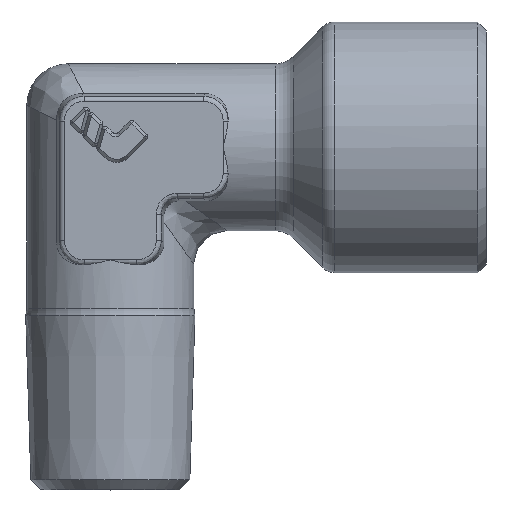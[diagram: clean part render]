
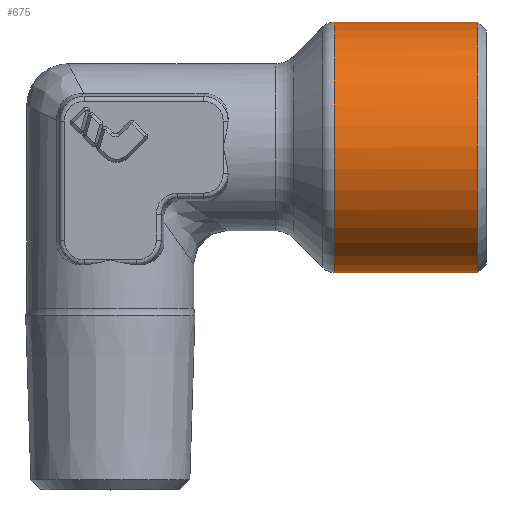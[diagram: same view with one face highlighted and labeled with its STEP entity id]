
A CAD part, top view. The second image highlights one B-rep face of the part: STEP entity #675.
In plain terms, the highlighted cylindrical face has radius 7.5 mm (diameter 15 mm), a partial arc.
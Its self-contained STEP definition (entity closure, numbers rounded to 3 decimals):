
#675=ADVANCED_FACE('',(#1420),#1421,.T.);
#1420=FACE_OUTER_BOUND('',#2704,.T.);
#1421=CYLINDRICAL_SURFACE('',#2705,7.5);
#2704=EDGE_LOOP('',(#5068,#5069,#5070,#5071,#5072));
#2705=AXIS2_PLACEMENT_3D('',#5073,#5074,#5075);
#5068=ORIENTED_EDGE('',*,*,#5827,.T.);
#5069=ORIENTED_EDGE('',*,*,#5633,.F.);
#5070=ORIENTED_EDGE('',*,*,#5830,.T.);
#5071=ORIENTED_EDGE('',*,*,#6372,.F.);
#5072=ORIENTED_EDGE('',*,*,#6376,.F.);
#5073=CARTESIAN_POINT('',(9.825,0.0,0.0));
#5074=DIRECTION('',(-1.0,-0.0,0.0));
#5075=DIRECTION('',(0.0,-1.0,0.0));
#5633=EDGE_CURVE('',#6608,#6610,#6611,.T.);
#5827=EDGE_CURVE('',#6956,#6610,#6957,.T.);
#5830=EDGE_CURVE('',#6608,#6960,#6962,.T.);
#6372=EDGE_CURVE('',#7773,#6960,#7775,.T.);
#6376=EDGE_CURVE('',#6956,#7773,#7779,.T.);
#6608=VERTEX_POINT('',#8043);
#6610=VERTEX_POINT('',#8046);
#6611=CIRCLE('',#8047,7.5);
#6956=VERTEX_POINT('',#8891);
#6957=LINE('',#8892,#8893);
#6960=VERTEX_POINT('',#8896);
#6962=LINE('',#8898,#8899);
#7773=VERTEX_POINT('',#10642);
#7775=CIRCLE('',#10644,7.5);
#7779=CIRCLE('',#10649,7.5);
#8043=CARTESIAN_POINT('',(22.0,7.5,0.0));
#8046=CARTESIAN_POINT('',(22.0,-7.5,0.));
#8047=AXIS2_PLACEMENT_3D('',#11436,#11437,#11438);
#8891=CARTESIAN_POINT('',(13.414,-7.5,0.));
#8892=CARTESIAN_POINT('',(17.707,-7.5,0.));
#8893=VECTOR('',#11632,1.0);
#8896=CARTESIAN_POINT('',(13.414,7.5,0.0));
#8898=CARTESIAN_POINT('',(17.707,7.5,0.));
#8899=VECTOR('',#11639,1.0);
#10642=CARTESIAN_POINT('',(13.414,7.5,0.078));
#10644=AXIS2_PLACEMENT_3D('',#12191,#12192,#12193);
#10649=AXIS2_PLACEMENT_3D('',#12195,#12196,#12197);
#11436=CARTESIAN_POINT('',(22.0,0.0,0.0));
#11437=DIRECTION('',(1.0,0.0,0.0));
#11438=DIRECTION('',(0.0,-1.0,0.0));
#11632=DIRECTION('',(1.0,-0.0,-0.0));
#11639=DIRECTION('',(-1.0,-0.0,-0.0));
#12191=CARTESIAN_POINT('',(13.414,0.0,0.0));
#12192=DIRECTION('',(-1.0,0.0,0.0));
#12193=DIRECTION('',(0.0,-1.0,0.0));
#12195=CARTESIAN_POINT('',(13.414,0.0,0.0));
#12196=DIRECTION('',(-1.0,0.0,0.0));
#12197=DIRECTION('',(0.0,-1.0,0.0));
